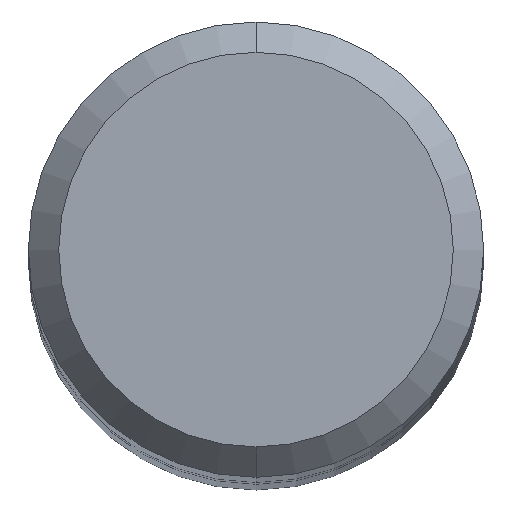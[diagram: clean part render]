
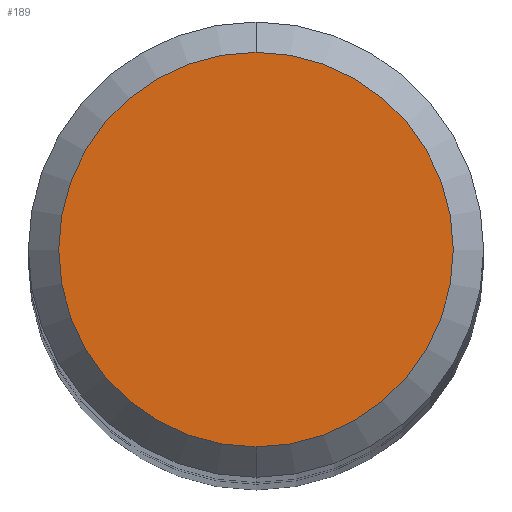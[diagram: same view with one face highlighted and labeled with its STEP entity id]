
A CAD part, top view. The second image highlights one B-rep face of the part: STEP entity #189.
In plain terms, the highlighted planar face has unit normal (0, 0, 1).
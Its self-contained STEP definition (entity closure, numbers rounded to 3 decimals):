
#189=ADVANCED_FACE('',(#484),#485,.T.);
#193=EDGE_CURVE('',#419,#351,#489,.T.);
#275=EDGE_CURVE('',#351,#419,#580,.T.);
#351=VERTEX_POINT('',#663);
#419=VERTEX_POINT('',#736);
#484=FACE_OUTER_BOUND('',#799,.T.);
#485=PLANE('',#800);
#489=CIRCLE('',#806,2.6);
#580=CIRCLE('',#977,2.6);
#663=CARTESIAN_POINT('',(0.,-2.6,0.0));
#736=CARTESIAN_POINT('',(0.0,2.6,0.0));
#799=EDGE_LOOP('',(#1426,#1427));
#800=AXIS2_PLACEMENT_3D('',#1428,#1429,#1430);
#806=AXIS2_PLACEMENT_3D('',#1434,#1435,#1436);
#977=AXIS2_PLACEMENT_3D('',#1540,#1541,#1542);
#1426=ORIENTED_EDGE('',*,*,#193,.F.);
#1427=ORIENTED_EDGE('',*,*,#275,.F.);
#1428=CARTESIAN_POINT('',(0.0,1.3,0.0));
#1429=DIRECTION('',(-0.0,0.0,1.0));
#1430=DIRECTION('',(0.0,-1.0,0.0));
#1434=CARTESIAN_POINT('',(0.0,0.0,0.0));
#1435=DIRECTION('',(0.0,0.0,-1.0));
#1436=DIRECTION('',(0.0,1.0,0.0));
#1540=CARTESIAN_POINT('',(0.0,0.0,0.0));
#1541=DIRECTION('',(0.0,0.0,-1.0));
#1542=DIRECTION('',(0.0,1.0,0.0));
